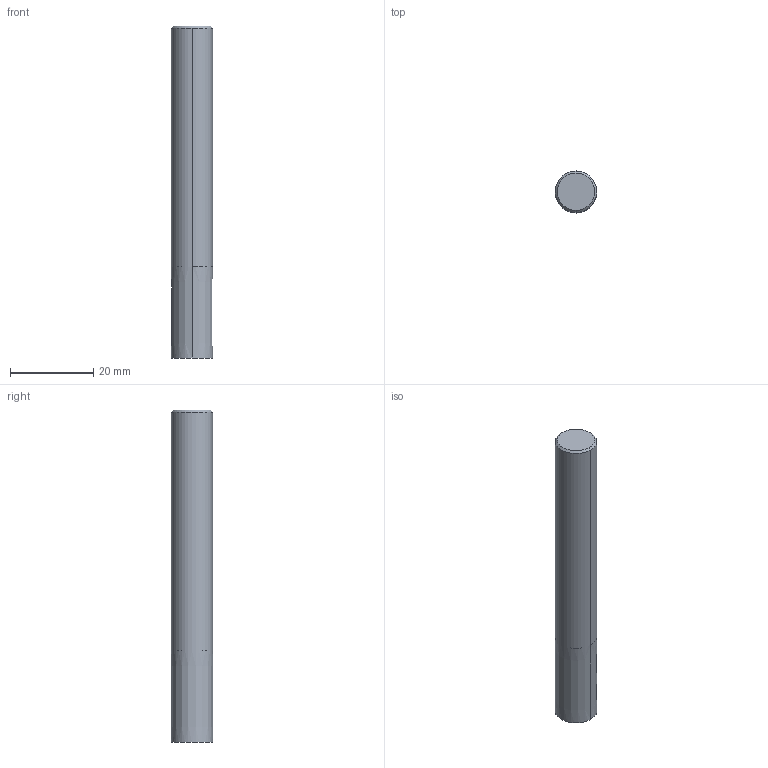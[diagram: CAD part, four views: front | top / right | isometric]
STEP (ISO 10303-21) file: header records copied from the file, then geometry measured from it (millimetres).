
FILE_DESCRIPTION(('no description'),'unknown implementation level');
FILE_NAME('CZS4100-2200-Huellk.stp',' ',('CIMSOURCE GmbH'),('CADClick - KiM GmbH - www.kimweb.de'),'unknown preprocess','ACIS','unknown authorization');
FILE_SCHEMA(('automotive_design'));
Length unit declared in the file: millimetre
Products named in the file (1): 1
Bounding box: 10 x 10 x 80 mm (x, y, z)
Volume: 6279.4 mm3; surface area: 2660.8 mm2
Topology: 1 solids, 1 shells, 9 faces, 16 edges, 10 vertices
Faces by surface type: cone 4, plane 3, cylinder 2
Entity records: 468 total; most frequent: DIRECTION 54, CARTESIAN_POINT 40, STYLED_ITEM 36, PRESENTATION_STYLE_ASSIGNMENT 36, COLOUR_RGB 36, ORIENTED_EDGE 32, AXIS2_PLACEMENT_3D 24, EDGE_CURVE 16
